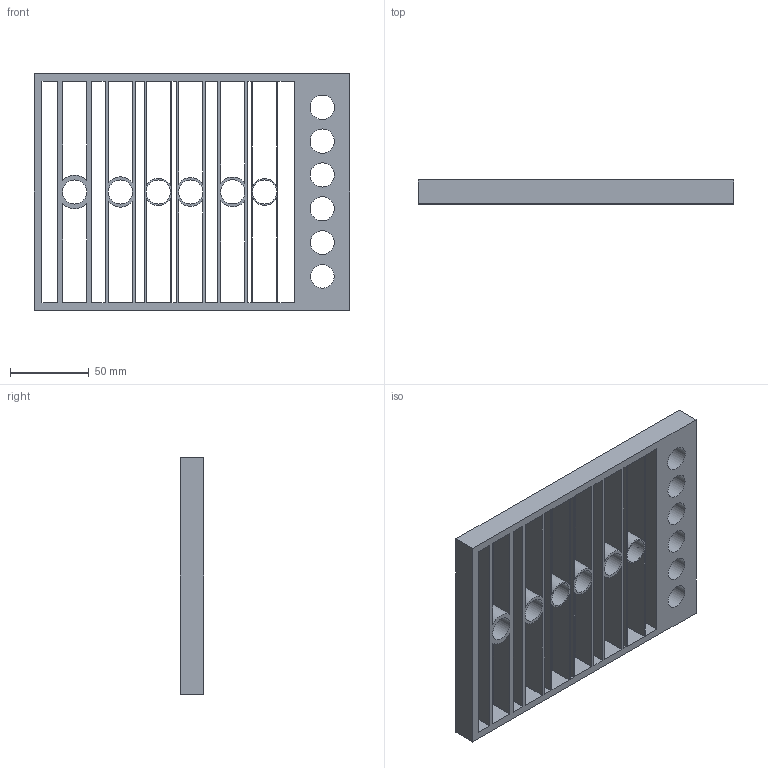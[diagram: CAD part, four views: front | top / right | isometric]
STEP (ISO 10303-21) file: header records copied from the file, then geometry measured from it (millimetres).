
FILE_DESCRIPTION(/* description */ (''),/* implementation_level */ '2;1');
FILE_NAME(/* name */ '78181627-8d97-4c36-980f-044d0b040b57.stp',/* time_stamp */ '2019-01-08T14:39:38+00:00',/* author */ (''),/* organization */ (''),/* preprocessor_version */ 'ST-DEVELOPER v17.2',/* originating_system */ 'Autodesk Translation Framework v7.6.0.251',/* authorisation */ '');
FILE_SCHEMA (('AUTOMOTIVE_DESIGN { 1 0 10303 214 3 1 1 }'));
Length unit declared in the file: millimetre
Products named in the file (1): test slab
Bounding box: 200 x 15 x 150 mm (x, y, z)
Volume: 145817.1 mm3; surface area: 98742.6 mm2
Topology: 1 solids, 1 shells, 95 faces, 289 edges, 196 vertices
Faces by surface type: plane 71, cylinder 24
Full cylindrical faces by diameter (mm): 15 x1, 15.1 x1, 15.2 x1, 15.3 x6, 15.4 x1, 15.5 x1
Entity records: 3398 total; most frequent: CARTESIAN_POINT 581, ORIENTED_EDGE 578, DIRECTION 539, EDGE_CURVE 289, LINE 231, VECTOR 231, VERTEX_POINT 196, EDGE_LOOP 157
